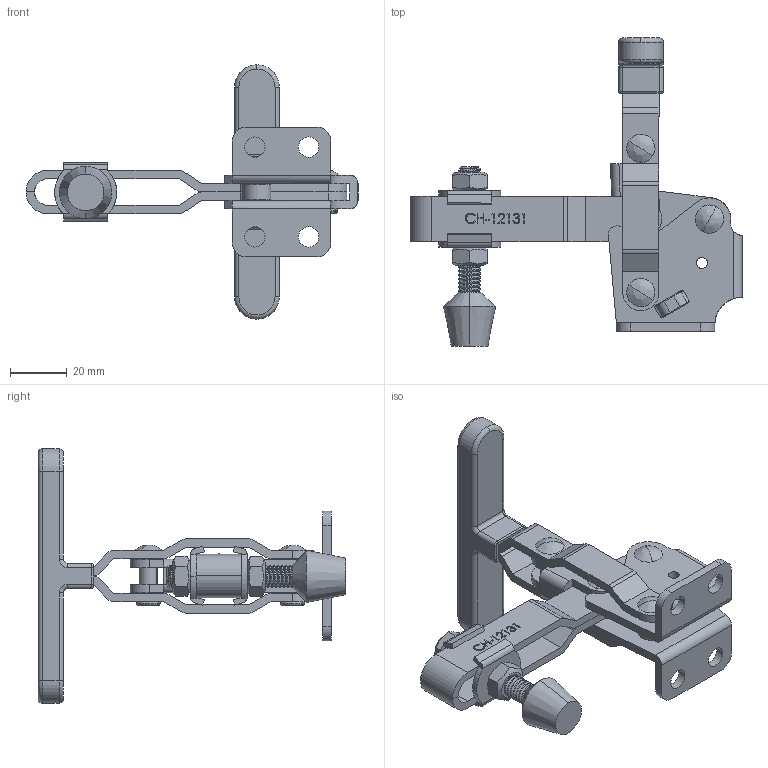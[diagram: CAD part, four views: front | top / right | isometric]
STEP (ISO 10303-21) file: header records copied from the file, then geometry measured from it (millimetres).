
FILE_DESCRIPTION (( 'STEP AP203' ), '1' );
FILE_NAME ('CH-12131.STEP', '2017-11-08T05:45:22', ( 'Windows' ), ( 'Microsoft' ), 'SwSTEP 2.0', 'SolidWorks 2015', '' );
FILE_SCHEMA (( 'CONFIG_CONTROL_DESIGN' ));
Length unit declared in the file: millimetre
Products named in the file (11): CH-12148-03 T-HANDLE; CH-FC-56212 Nut; CH-12130-06; CH-FC-56212 SPINDLE SUPPLIED; CH-12130-05; CH-12131; CH-12130-01 FLANGED BASE; CH-FW-516; CH-12131-02 SHORT U-BAR; CH-12130-04 CONNECTING-PLATE; CH-12130-08
Assembly tree (14 placements, depth 2):
  CH-12131
    CH-12130-06  x2
    CH-12130-05
    CH-12130-01 FLANGED BASE
    CH-FW-516  x2
    CH-12131-02 SHORT U-BAR
    CH-12130-04 CONNECTING-PLATE
    CH-12130-08  x2
    CH-12148-03 T-HANDLE
    CH-FC-56212 Nut  x2
    CH-FC-56212 SPINDLE SUPPLIED
Bounding box: 117.52 x 109 x 90 mm (x, y, z)
Volume: 56875.3 mm3; surface area: 41146.3 mm2
Topology: 15 solids, 15 shells, 828 faces, 2222 edges, 1446 vertices
Faces by surface type: plane 307, cylinder 257, bspline 175, torus 46, cone 43
Entity records: 34379 total; most frequent: CARTESIAN_POINT 15586, ORIENTED_EDGE 4026, DIRECTION 3076, EDGE_CURVE 2013, VERTEX_POINT 1320, LINE 1080, VECTOR 1080, AXIS2_PLACEMENT_3D 998
